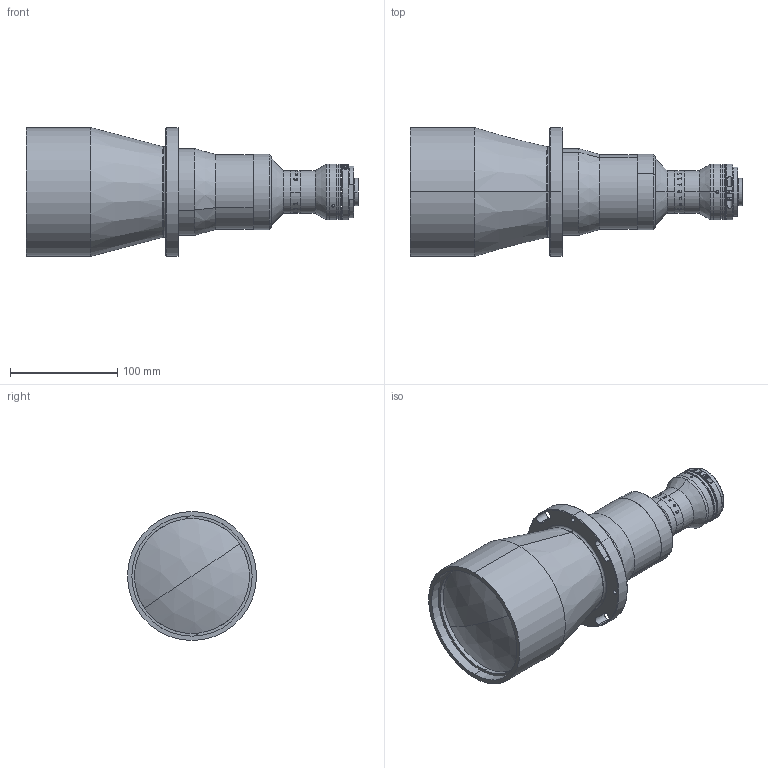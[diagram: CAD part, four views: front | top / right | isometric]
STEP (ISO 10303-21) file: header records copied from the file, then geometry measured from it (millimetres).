
FILE_DESCRIPTION (( 'STEP AP203' ), '1' );
FILE_NAME ('XF-PTL09219-C-(HD).STEP', '2019-02-19T08:13:59', ( 'puyufan' ), ( '' ), 'SwSTEP 2.0', 'SolidWorks 2014', '' );
FILE_SCHEMA (( 'CONFIG_CONTROL_DESIGN' ));
Length unit declared in the file: millimetre
Products named in the file (1): XF-PTL09219-C-(HD)
Bounding box: 308.96 x 120 x 120 mm (x, y, z)
Surface area: 124612.6 mm2 (no closed solid volume)
Topology: 0 solids, 36 shells, 193 faces, 1013 edges, 861 vertices
Faces by surface type: cylinder 108, plane 51, torus 14, cone 14, sphere 4, bspline 2
Entity records: 16362 total; most frequent: CARTESIAN_POINT 8689, DIRECTION 1499, ORIENTED_EDGE 1368, EDGE_CURVE 1013, VERTEX_POINT 861, AXIS2_PLACEMENT_3D 590, CIRCLE 398, LINE 319
